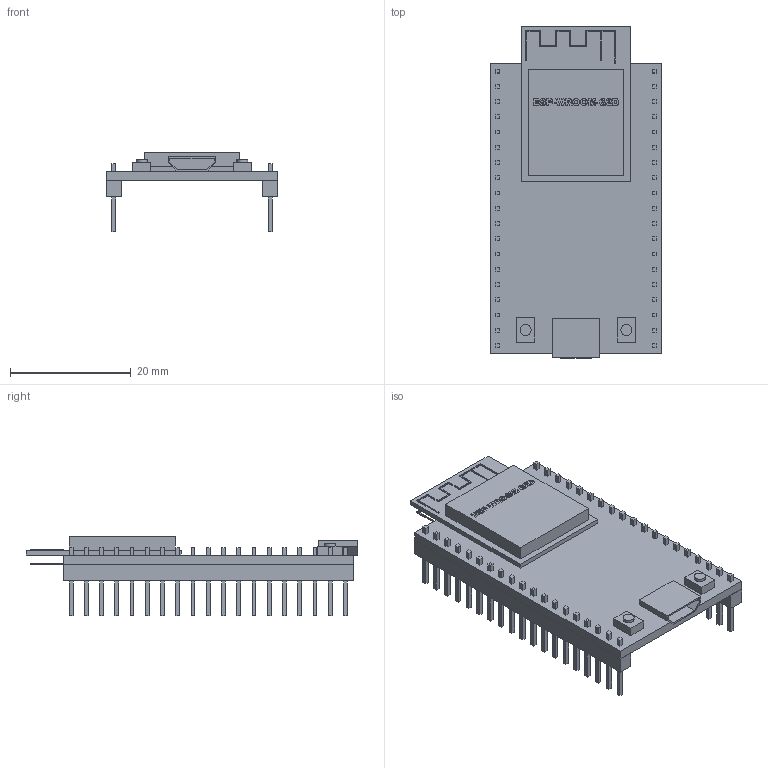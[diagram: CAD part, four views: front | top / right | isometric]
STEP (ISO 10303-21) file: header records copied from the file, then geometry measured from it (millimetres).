
FILE_DESCRIPTION(/* description */ ('','CAx-IF Rec.Pracs.---Representation and Presentation of Product Manufacturing Information (PMI)---4.0---2014-10-13'),/* implementation_level */ '2;1');
FILE_NAME(/* name */ 'ESP-WROOM-32D - Dev Board v1.step',/* time_stamp */ '2025-02-22T16:47:55Z',/* author */ (''),/* organization */ (''),/* preprocessor_version */ 'ST-DEVELOPER v20',/* originating_system */ 'Autodesk Translation Framework v13.20.0.188',/* authorisation */ '');
FILE_SCHEMA (('AP242_MANAGED_MODEL_BASED_3D_ENGINEERING_MIM_LF { 1 0 10303 442 1 1 4 }'));
Length unit declared in the file: millimetre
Products named in the file (2): ESP-WROOM-32D - Dev Board; ESP32-WROOM-32D-DevBoard
Assembly tree (1 placements, depth 2):
  ESP-WROOM-32D - Dev Board
    ESP32-WROOM-32D-DevBoard
Bounding box: 28.5 x 55.1 x 13.15 mm (x, y, z)
Volume: 4052.8 mm3; surface area: 7120 mm2
Topology: 9 solids, 9 shells, 897 faces, 2343 edges, 1562 vertices
Faces by surface type: plane 748, bspline 147, cylinder 2
Full cylindrical faces by diameter (mm): 1.8 x2
Entity records: 28663 total; most frequent: CARTESIAN_POINT 7304, ORIENTED_EDGE 4686, DIRECTION 3559, EDGE_CURVE 2343, LINE 2045, VECTOR 2045, VERTEX_POINT 1562, EDGE_LOOP 1071
